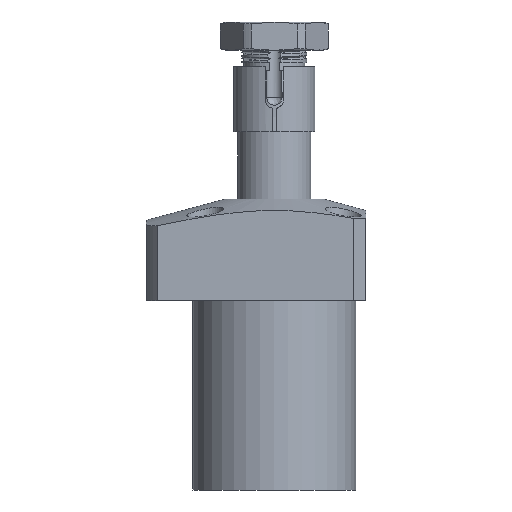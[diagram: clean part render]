
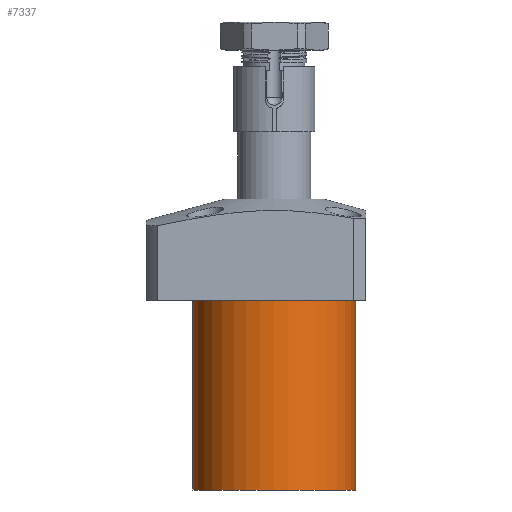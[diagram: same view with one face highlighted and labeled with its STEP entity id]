
A CAD part, front view. The second image highlights one B-rep face of the part: STEP entity #7337.
In plain terms, the highlighted cylindrical face has radius 20 mm (diameter 40 mm), a partial arc.
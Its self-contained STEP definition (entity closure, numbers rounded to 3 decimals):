
#247 = CARTESIAN_POINT ( 'NONE',  ( 20., 0., -46.5 ) ) ;
#836 = VERTEX_POINT ( 'NONE', #5434 ) ;
#1103 = DIRECTION ( 'NONE',  ( 0., 0., 1. ) ) ;
#1142 = VECTOR ( 'NONE', #1804, 1000. ) ;
#1724 = CARTESIAN_POINT ( 'NONE',  ( 20., 0., 0. ) ) ;
#1804 = DIRECTION ( 'NONE',  ( 0., 0., 1. ) ) ;
#1889 = CARTESIAN_POINT ( 'NONE',  ( 0., 0., 0. ) ) ;
#2069 = CIRCLE ( 'NONE', #5653, 20. ) ;
#2221 = CIRCLE ( 'NONE', #8191, 20. ) ;
#2294 = AXIS2_PLACEMENT_3D ( 'NONE', #9600, #1103, #2653 ) ;
#2653 = DIRECTION ( 'NONE',  ( 1., 0., 0. ) ) ;
#2690 = ORIENTED_EDGE ( 'NONE', *, *, #9326, .F. ) ;
#2801 = DIRECTION ( 'NONE',  ( 1., 0., 0. ) ) ;
#3632 = DIRECTION ( 'NONE',  ( 0., 0., 1. ) ) ;
#3761 = EDGE_LOOP ( 'NONE', ( #2690, #5205, #8088, #9250 ) ) ;
#3997 = CARTESIAN_POINT ( 'NONE',  ( -20., 0., -46.5 ) ) ;
#4350 = EDGE_CURVE ( 'NONE', #7765, #7848, #5591, .T. ) ;
#4740 = CYLINDRICAL_SURFACE ( 'NONE', #2294, 20. ) ;
#4950 = VECTOR ( 'NONE', #9291, 1000. ) ;
#5205 = ORIENTED_EDGE ( 'NONE', *, *, #6552, .T. ) ;
#5434 = CARTESIAN_POINT ( 'NONE',  ( -20., 0., 0. ) ) ;
#5591 = LINE ( 'NONE', #247, #1142 ) ;
#5653 = AXIS2_PLACEMENT_3D ( 'NONE', #1889, #9964, #7700 ) ;
#6063 = FACE_OUTER_BOUND ( 'NONE', #3761, .T. ) ;
#6552 = EDGE_CURVE ( 'NONE', #9338, #7765, #2221, .T. ) ;
#7253 = LINE ( 'NONE', #3997, #4950 ) ;
#7337 = ADVANCED_FACE ( 'NONE', ( #6063 ), #4740, .T. ) ;
#7350 = CARTESIAN_POINT ( 'NONE',  ( 0., 0., -46.5 ) ) ;
#7700 = DIRECTION ( 'NONE',  ( 1., 0., 0. ) ) ;
#7765 = VERTEX_POINT ( 'NONE', #7770 ) ;
#7770 = CARTESIAN_POINT ( 'NONE',  ( 20., 0., -46.5 ) ) ;
#7825 = CARTESIAN_POINT ( 'NONE',  ( -20., 0., -46.5 ) ) ;
#7848 = VERTEX_POINT ( 'NONE', #1724 ) ;
#8088 = ORIENTED_EDGE ( 'NONE', *, *, #4350, .T. ) ;
#8191 = AXIS2_PLACEMENT_3D ( 'NONE', #7350, #3632, #2801 ) ;
#9250 = ORIENTED_EDGE ( 'NONE', *, *, #9639, .T. ) ;
#9291 = DIRECTION ( 'NONE',  ( 0., 0., 1. ) ) ;
#9326 = EDGE_CURVE ( 'NONE', #9338, #836, #7253, .T. ) ;
#9338 = VERTEX_POINT ( 'NONE', #7825 ) ;
#9600 = CARTESIAN_POINT ( 'NONE',  ( 0., 0., -46.5 ) ) ;
#9639 = EDGE_CURVE ( 'NONE', #7848, #836, #2069, .T. ) ;
#9964 = DIRECTION ( 'NONE',  ( 0., 0., -1. ) ) ;
